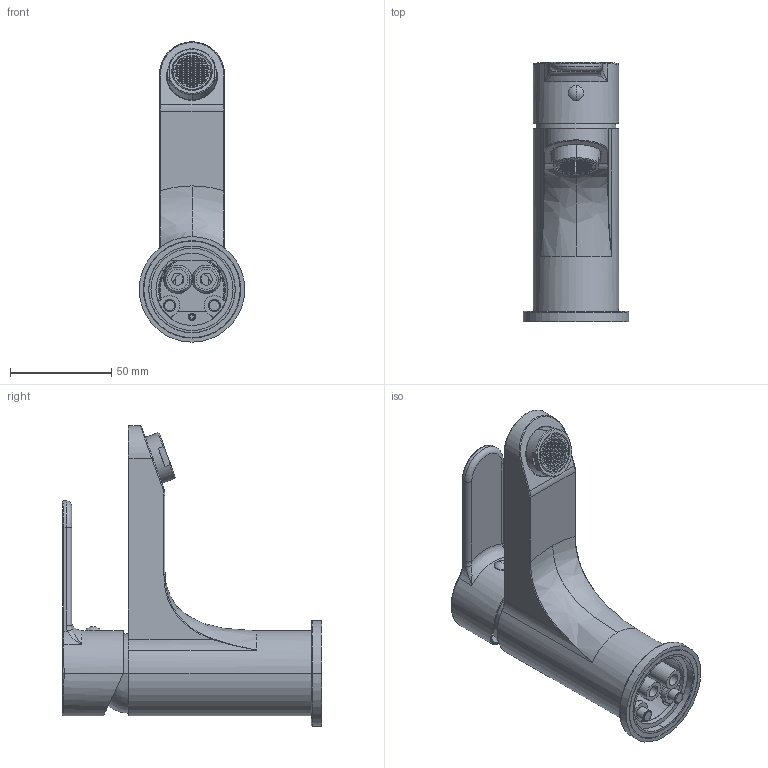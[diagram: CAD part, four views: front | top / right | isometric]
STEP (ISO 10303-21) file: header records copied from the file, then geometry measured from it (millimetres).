
FILE_DESCRIPTION((''),'2;1');
FILE_NAME('BLU071CR','2021-11-29T12:56:29',('ut3'),('PAFFONI SpA'),'CREO PARAMETRIC BY PTC INC, 2020044','CREO PARAMETRIC BY PTC INC, 2020044','');
FILE_SCHEMA(('CONFIG_CONTROL_DESIGN','SHAPE_APPEARANCE_LAYERS_GROUPS'));
Length unit declared in the file: millimetre
Products named in the file (1): BLU071CR
Bounding box: 52 x 127.7 x 148 mm (x, y, z)
Volume: 124578.9 mm3; surface area: 93180.3 mm2
Topology: 3 solids, 3 shells, 2660 faces, 7574 edges, 4888 vertices
Faces by surface type: plane 1911, cylinder 465, torus 111, cone 92, bspline 65, sphere 16
Entity records: 104473 total; most frequent: CARTESIAN_POINT 24176, ORIENTED_EDGE 15124, DIRECTION 14605, EDGE_CURVE 7562, VECTOR 4913, LINE 4913, VERTEX_POINT 4888, AXIS2_PLACEMENT_3D 4846
